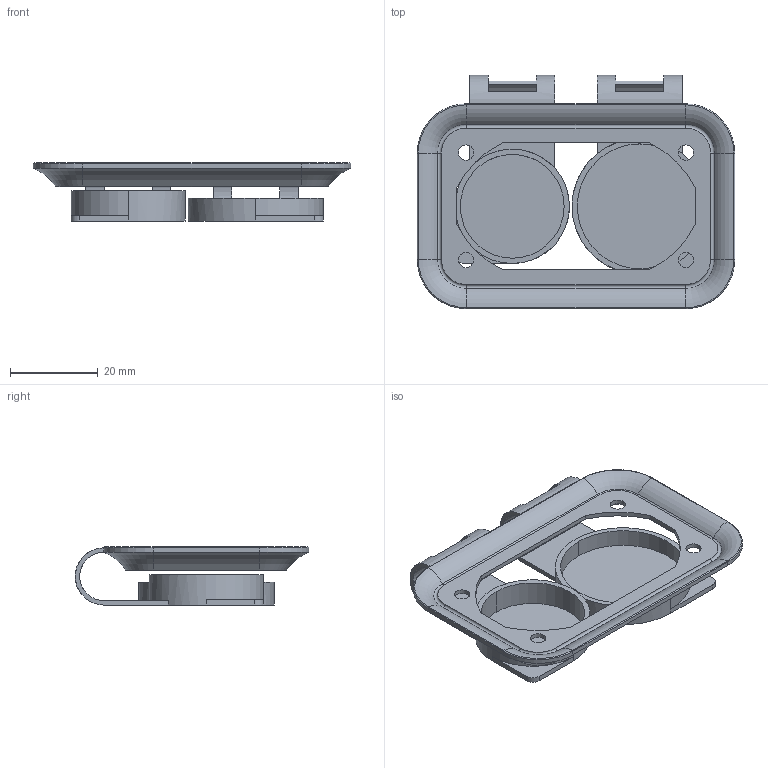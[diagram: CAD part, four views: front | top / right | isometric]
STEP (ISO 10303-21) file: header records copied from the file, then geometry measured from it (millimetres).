
FILE_DESCRIPTION((''),'2;1');
FILE_NAME('D-SCNAC-PX','2014-10-14T',('phk'),(''),'PRO/ENGINEER BY PARAMETRIC TECHNOLOGY CORPORATION, 2011080','PRO/ENGINEER BY PARAMETRIC TECHNOLOGY CORPORATION, 2011080','');
FILE_SCHEMA(('AUTOMOTIVE_DESIGN_CC2 { 1 2 10303 214 -1 1 5 2 }'));
Length unit declared in the file: millimetre
Products named in the file (1): D-SCNAC-PX
Bounding box: 72.2 x 53.1 x 13.2 mm (x, y, z)
Volume: 6710.1 mm3; surface area: 11816.6 mm2
Topology: 1 solids, 1 shells, 141 faces, 334 edges, 198 vertices
Faces by surface type: cylinder 66, plane 51, torus 24
Entity records: 4289 total; most frequent: DIRECTION 778, CARTESIAN_POINT 673, ORIENTED_EDGE 668, EDGE_CURVE 334, AXIS2_PLACEMENT_3D 303, COLOUR_RGB 209, VERTEX_POINT 198, VECTOR 172
